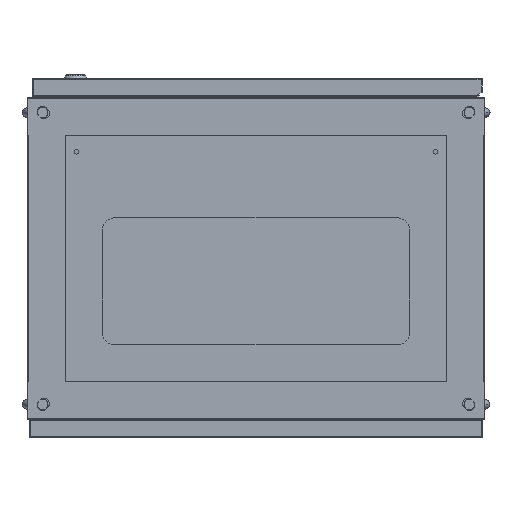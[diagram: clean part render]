
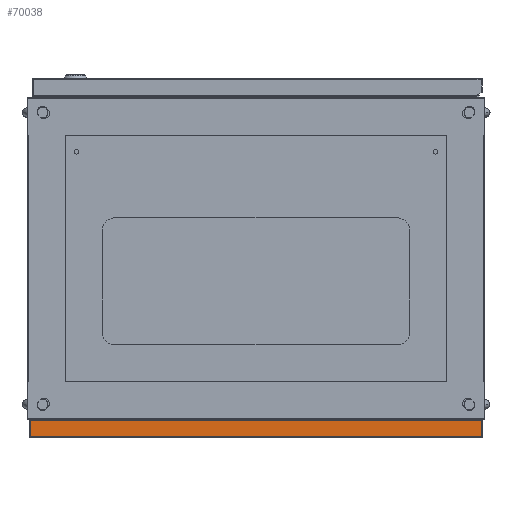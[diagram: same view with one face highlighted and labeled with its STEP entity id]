
A CAD part, front view. The second image highlights one B-rep face of the part: STEP entity #70038.
In plain terms, the highlighted planar face has unit normal (0, -1, 0).
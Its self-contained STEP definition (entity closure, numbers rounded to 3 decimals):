
#4604 = EDGE_CURVE ( 'NONE', #12167, #44690, #42067, .T. ) ;
#7667 = CARTESIAN_POINT ( 'NONE',  ( -297.5, -997.5, -1.5 ) ) ;
#9150 = AXIS2_PLACEMENT_3D ( 'NONE', #7667, #70094, #32844 ) ;
#10215 = ORIENTED_EDGE ( 'NONE', *, *, #49286, .F. ) ;
#10847 = DIRECTION ( 'NONE',  ( -1., 0., 0. ) ) ;
#12167 = VERTEX_POINT ( 'NONE', #18995 ) ;
#12370 = VECTOR ( 'NONE', #66222, 1000. ) ;
#15315 = VECTOR ( 'NONE', #10847, 1000. ) ;
#15492 = CARTESIAN_POINT ( 'NONE',  ( -297.5, -997.5, 0. ) ) ;
#18995 = CARTESIAN_POINT ( 'NONE',  ( 297.5, -997.5, -24. ) ) ;
#22334 = DIRECTION ( 'NONE',  ( 1., 0., 0. ) ) ;
#26563 = PLANE ( 'NONE',  #9150 ) ;
#29019 = LINE ( 'NONE', #41284, #12370 ) ;
#29781 = CARTESIAN_POINT ( 'NONE',  ( 297.5, -997.5, 0. ) ) ;
#31568 = EDGE_CURVE ( 'NONE', #65533, #65886, #29019, .T. ) ;
#32844 = DIRECTION ( 'NONE',  ( 0., 0., -1. ) ) ;
#33154 = CARTESIAN_POINT ( 'NONE',  ( -297.5, -997.5, -24. ) ) ;
#34650 = ORIENTED_EDGE ( 'NONE', *, *, #31568, .F. ) ;
#36680 = ORIENTED_EDGE ( 'NONE', *, *, #4604, .T. ) ;
#36755 = FACE_OUTER_BOUND ( 'NONE', #46164, .T. ) ;
#39513 = ORIENTED_EDGE ( 'NONE', *, *, #58194, .F. ) ;
#41284 = CARTESIAN_POINT ( 'NONE',  ( -297.5, -997.5, -1.5 ) ) ;
#42067 = LINE ( 'NONE', #62604, #56595 ) ;
#44690 = VERTEX_POINT ( 'NONE', #29781 ) ;
#46164 = EDGE_LOOP ( 'NONE', ( #39513, #34650, #10215, #36680 ) ) ;
#49276 = LINE ( 'NONE', #15492, #80333 ) ;
#49286 = EDGE_CURVE ( 'NONE', #12167, #65533, #63068, .T. ) ;
#49409 = CARTESIAN_POINT ( 'NONE',  ( -297.5, -997.5, 0. ) ) ;
#54534 = CARTESIAN_POINT ( 'NONE',  ( 297.5, -997.5, -24. ) ) ;
#56371 = DIRECTION ( 'NONE',  ( 0., 0., 1. ) ) ;
#56595 = VECTOR ( 'NONE', #56371, 1000. ) ;
#58194 = EDGE_CURVE ( 'NONE', #65886, #44690, #49276, .T. ) ;
#62604 = CARTESIAN_POINT ( 'NONE',  ( 297.5, -997.5, -1.5 ) ) ;
#63068 = LINE ( 'NONE', #54534, #15315 ) ;
#65533 = VERTEX_POINT ( 'NONE', #33154 ) ;
#65886 = VERTEX_POINT ( 'NONE', #49409 ) ;
#66222 = DIRECTION ( 'NONE',  ( 0., 0., 1. ) ) ;
#70038 = ADVANCED_FACE ( 'NONE', ( #36755 ), #26563, .T. ) ;
#70094 = DIRECTION ( 'NONE',  ( 0., -1., 0. ) ) ;
#80333 = VECTOR ( 'NONE', #22334, 1000. ) ;
